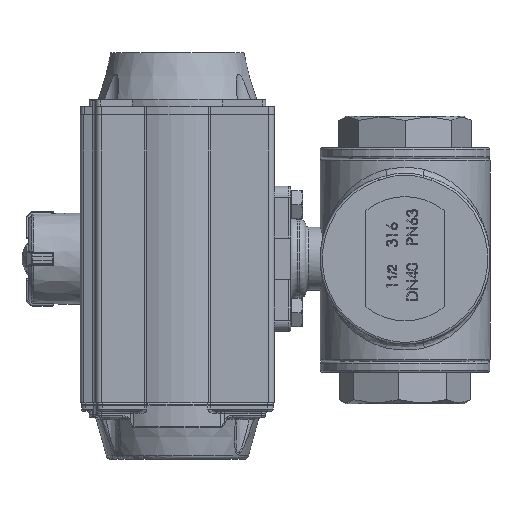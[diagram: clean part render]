
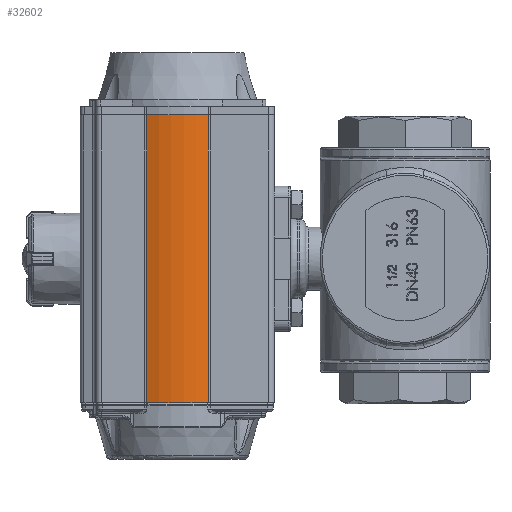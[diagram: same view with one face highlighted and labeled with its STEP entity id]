
A CAD part, left-side view. The second image highlights one B-rep face of the part: STEP entity #32602.
In plain terms, the highlighted cylindrical face has radius 37 mm (diameter 74 mm), a partial arc.
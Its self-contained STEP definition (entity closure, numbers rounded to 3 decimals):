
#4089=LINE('',#86410,#5943);
#4090=LINE('',#86411,#5944);
#5943=VECTOR('',#43671,1000.);
#5944=VECTOR('',#43672,1000.);
#6621=CYLINDRICAL_SURFACE('',#35896,37.);
#15842=ORIENTED_EDGE('',*,*,#20564,.F.);
#15843=ORIENTED_EDGE('',*,*,#20601,.T.);
#15844=ORIENTED_EDGE('',*,*,#20575,.T.);
#15845=ORIENTED_EDGE('',*,*,#20602,.T.);
#20564=EDGE_CURVE('',#23738,#23739,#25102,.T.);
#20575=EDGE_CURVE('',#23750,#23749,#25108,.T.);
#20601=EDGE_CURVE('',#23738,#23750,#4089,.F.);
#20602=EDGE_CURVE('',#23749,#23739,#4090,.T.);
#23738=VERTEX_POINT('',#86327);
#23739=VERTEX_POINT('',#86329);
#23749=VERTEX_POINT('',#86350);
#23750=VERTEX_POINT('',#86352);
#25102=CIRCLE('',#35871,37.);
#25108=CIRCLE('',#35878,37.);
#27497=EDGE_LOOP('',(#15842,#15843,#15844,#15845));
#29943=FACE_BOUND('',#27497,.T.);
#32602=ADVANCED_FACE('',(#29943),#6621,.T.);
#35871=AXIS2_PLACEMENT_3D('',#86328,#43601,#43602);
#35878=AXIS2_PLACEMENT_3D('',#86351,#43620,#43621);
#35896=AXIS2_PLACEMENT_3D('',#86409,#43669,#43670);
#43601=DIRECTION('',(0.,0.,1.));
#43602=DIRECTION('',(1.,0.,0.));
#43620=DIRECTION('',(0.,0.,1.));
#43621=DIRECTION('',(1.,0.,0.));
#43669=DIRECTION('',(0.,0.,1.));
#43670=DIRECTION('',(1.,0.,0.));
#43671=DIRECTION('',(0.,0.,1.));
#43672=DIRECTION('',(0.,0.,1.));
#86327=CARTESIAN_POINT('',(-34.19,14.151,132.));
#86328=CARTESIAN_POINT('',(0.,0.007,132.));
#86329=CARTESIAN_POINT('',(-34.19,-14.137,132.));
#86350=CARTESIAN_POINT('',(-34.19,-14.137,0.));
#86351=CARTESIAN_POINT('',(0.,0.007,0.));
#86352=CARTESIAN_POINT('',(-34.19,14.151,0.));
#86409=CARTESIAN_POINT('',(0.,0.007,0.));
#86410=CARTESIAN_POINT('',(-34.19,14.151,0.));
#86411=CARTESIAN_POINT('',(-34.19,-14.137,0.));
